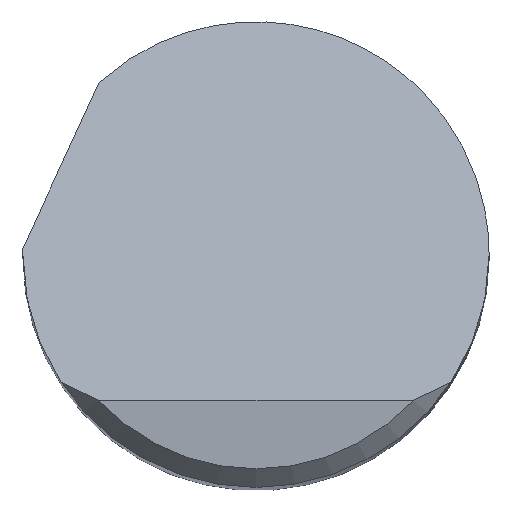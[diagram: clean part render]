
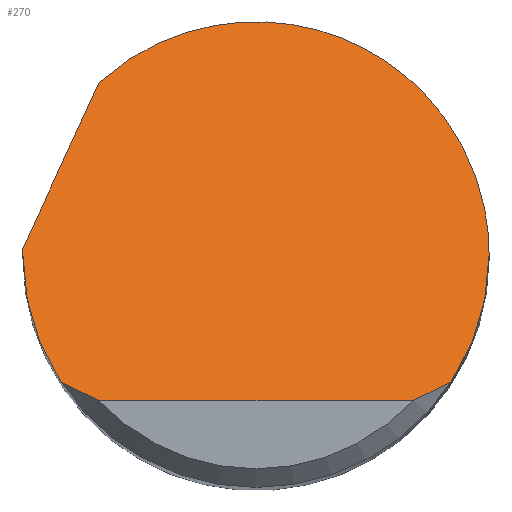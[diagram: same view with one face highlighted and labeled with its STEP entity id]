
A CAD part, top view. The second image highlights one B-rep face of the part: STEP entity #270.
In plain terms, the highlighted planar face has unit normal (0, 0.707, 0.707).
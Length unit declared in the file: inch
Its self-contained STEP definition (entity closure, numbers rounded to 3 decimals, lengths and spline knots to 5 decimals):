
#4 =( BOUNDED_CURVE ( )  B_SPLINE_CURVE ( 3, ( #686, #755, #537, #357 ),
 .UNSPECIFIED., .F., .T. ) 
 B_SPLINE_CURVE_WITH_KNOTS ( ( 4, 4 ),
 ( 5.54449, 7.85398 ),
 .UNSPECIFIED. ) 
 CURVE ( )  GEOMETRIC_REPRESENTATION_ITEM ( )  RATIONAL_B_SPLINE_CURVE ( ( 1., 0.603, 0.603, 1. ) ) 
 REPRESENTATION_ITEM ( '' )  );
#28 = CARTESIAN_POINT ( 'NONE',  ( -0.12629, -0.1175, 2.5 ) ) ;
#29 = ORIENTED_EDGE ( 'NONE', *, *, #624, .F. ) ;
#52 = CARTESIAN_POINT ( 'NONE',  ( -0.18743, 0.005, 2.3775 ) ) ;
#110 = CARTESIAN_POINT ( 'NONE',  ( 0.14711, -0.10785, 2.49035 ) ) ;
#120 = B_SPLINE_CURVE_WITH_KNOTS ( 'NONE', 3,
 ( #285, #298, #840, #233 ),
 .UNSPECIFIED., .F., .F.,
 ( 4, 4 ),
 ( 0., 0.00095 ),
 .UNSPECIFIED. ) ;
#123 = CARTESIAN_POINT ( 'NONE',  ( 0., -0.1175, 2.5 ) ) ;
#151 = CARTESIAN_POINT ( 'NONE',  ( 0.1875, 0., 2.3825 ) ) ;
#171 = CARTESIAN_POINT ( 'NONE',  ( 0.1875, 0., 2.3825 ) ) ;
#180 = LINE ( 'NONE', #123, #855 ) ;
#181 = EDGE_LOOP ( 'NONE', ( #407, #464, #667, #515, #351, #594, #29, #850 ) ) ;
#188 = CARTESIAN_POINT ( 'NONE',  ( 0.157, -0.1025, 2.485 ) ) ;
#200 = DIRECTION ( 'NONE',  ( 0., -0.707, -0.707 ) ) ;
#227 = VERTEX_POINT ( 'NONE', #244 ) ;
#233 = CARTESIAN_POINT ( 'NONE',  ( -0.12629, -0.1175, 2.5 ) ) ;
#244 = CARTESIAN_POINT ( 'NONE',  ( -0.157, -0.1025, 2.485 ) ) ;
#258 = LINE ( 'NONE', #781, #784 ) ;
#270 = ADVANCED_FACE ( 'NONE', ( #338 ), #534, .F. ) ;
#276 = AXIS2_PLACEMENT_3D ( 'NONE', #346, #200, #677 ) ;
#285 = CARTESIAN_POINT ( 'NONE',  ( -0.157, -0.1025, 2.485 ) ) ;
#294 = CARTESIAN_POINT ( 'NONE',  ( -0.1875, 0.00167, 2.38083 ) ) ;
#298 = CARTESIAN_POINT ( 'NONE',  ( -0.14711, -0.10785, 2.49035 ) ) ;
#315 = CARTESIAN_POINT ( 'NONE',  ( 0.12629, -0.1175, 2.5 ) ) ;
#317 = CARTESIAN_POINT ( 'NONE',  ( 0.17704, -0.0718, 2.4543 ) ) ;
#338 = FACE_OUTER_BOUND ( 'NONE', #181, .T. ) ;
#339 =( BOUNDED_CURVE ( )  B_SPLINE_CURVE ( 3, ( #743, #599, #805, #406 ),
 .UNSPECIFIED., .F., .T. ) 
 B_SPLINE_CURVE_WITH_KNOTS ( ( 4, 4 ),
 ( 4.13401, 4.71239 ),
 .UNSPECIFIED. ) 
 CURVE ( )  GEOMETRIC_REPRESENTATION_ITEM ( )  RATIONAL_B_SPLINE_CURVE ( ( 1., 0.972, 0.972, 1. ) ) 
 REPRESENTATION_ITEM ( '' )  );
#346 = CARTESIAN_POINT ( 'NONE',  ( -0.1875, -0.1175, 2.5 ) ) ;
#351 = ORIENTED_EDGE ( 'NONE', *, *, #453, .F. ) ;
#357 = CARTESIAN_POINT ( 'NONE',  ( 0.1875, 0., 2.3825 ) ) ;
#369 = CARTESIAN_POINT ( 'NONE',  ( -0.12625, 0.13863, 2.24387 ) ) ;
#380 = CARTESIAN_POINT ( 'NONE',  ( 0.157, -0.1025, 2.485 ) ) ;
#381 = CARTESIAN_POINT ( 'NONE',  ( 0.1875, -0.03666, 2.41916 ) ) ;
#406 = CARTESIAN_POINT ( 'NONE',  ( -0.1875, 0., 2.3825 ) ) ;
#407 = ORIENTED_EDGE ( 'NONE', *, *, #519, .T. ) ;
#415 = EDGE_CURVE ( 'NONE', #610, #504, #794, .T. ) ;
#451 = DIRECTION ( 'NONE',  ( 1., 0., 0. ) ) ;
#453 = EDGE_CURVE ( 'NONE', #722, #814, #258, .T. ) ;
#464 = ORIENTED_EDGE ( 'NONE', *, *, #867, .T. ) ;
#504 = VERTEX_POINT ( 'NONE', #714 ) ;
#507 = B_SPLINE_CURVE_WITH_KNOTS ( 'NONE', 3,
 ( #315, #586, #110, #380 ),
 .UNSPECIFIED., .F., .F.,
 ( 4, 4 ),
 ( 0., 0.00095 ),
 .UNSPECIFIED. ) ;
#515 = ORIENTED_EDGE ( 'NONE', *, *, #535, .F. ) ;
#519 = EDGE_CURVE ( 'NONE', #763, #665, #180, .T. ) ;
#524 = DIRECTION ( 'NONE',  ( 0.308, 0.673, -0.673 ) ) ;
#534 = PLANE ( 'NONE',  #276 ) ;
#535 = EDGE_CURVE ( 'NONE', #814, #610, #4, .T. ) ;
#537 = CARTESIAN_POINT ( 'NONE',  ( 0.1875, 0.18969, 2.19281 ) ) ;
#567 = CARTESIAN_POINT ( 'NONE',  ( 0.12629, -0.1175, 2.5 ) ) ;
#586 = CARTESIAN_POINT ( 'NONE',  ( 0.1369, -0.11288, 2.49538 ) ) ;
#594 = ORIENTED_EDGE ( 'NONE', *, *, #821, .F. ) ;
#599 = CARTESIAN_POINT ( 'NONE',  ( -0.17704, -0.0718, 2.4543 ) ) ;
#610 = VERTEX_POINT ( 'NONE', #151 ) ;
#624 = EDGE_CURVE ( 'NONE', #227, #870, #339, .T. ) ;
#636 = CARTESIAN_POINT ( 'NONE',  ( -0.1875, 0., 2.3825 ) ) ;
#640 =( BOUNDED_CURVE ( )  B_SPLINE_CURVE ( 3, ( #636, #294, #835, #696 ),
 .UNSPECIFIED., .F., .T. ) 
 B_SPLINE_CURVE_WITH_KNOTS ( ( 4, 4 ),
 ( 4.71239, 4.73906 ),
 .UNSPECIFIED. ) 
 CURVE ( )  GEOMETRIC_REPRESENTATION_ITEM ( )  RATIONAL_B_SPLINE_CURVE ( ( 1., 1., 1., 1. ) ) 
 REPRESENTATION_ITEM ( '' )  );
#665 = VERTEX_POINT ( 'NONE', #567 ) ;
#667 = ORIENTED_EDGE ( 'NONE', *, *, #415, .F. ) ;
#677 = DIRECTION ( 'NONE',  ( 0., 0.707, -0.707 ) ) ;
#686 = CARTESIAN_POINT ( 'NONE',  ( -0.12625, 0.13863, 2.24387 ) ) ;
#696 = CARTESIAN_POINT ( 'NONE',  ( -0.18743, 0.005, 2.3775 ) ) ;
#714 = CARTESIAN_POINT ( 'NONE',  ( 0.157, -0.1025, 2.485 ) ) ;
#722 = VERTEX_POINT ( 'NONE', #52 ) ;
#743 = CARTESIAN_POINT ( 'NONE',  ( -0.157, -0.1025, 2.485 ) ) ;
#755 = CARTESIAN_POINT ( 'NONE',  ( 0.014, 0.26635, 2.11615 ) ) ;
#763 = VERTEX_POINT ( 'NONE', #28 ) ;
#781 = CARTESIAN_POINT ( 'NONE',  ( -0.23821, -0.10589, 2.48839 ) ) ;
#784 = VECTOR ( 'NONE', #524, 39.37008 ) ;
#794 =( BOUNDED_CURVE ( )  B_SPLINE_CURVE ( 3, ( #171, #381, #317, #188 ),
 .UNSPECIFIED., .F., .T. ) 
 B_SPLINE_CURVE_WITH_KNOTS ( ( 4, 4 ),
 ( 1.5708, 2.14917 ),
 .UNSPECIFIED. ) 
 CURVE ( )  GEOMETRIC_REPRESENTATION_ITEM ( )  RATIONAL_B_SPLINE_CURVE ( ( 1., 0.972, 0.972, 1. ) ) 
 REPRESENTATION_ITEM ( '' )  );
#795 = EDGE_CURVE ( 'NONE', #227, #763, #120, .T. ) ;
#805 = CARTESIAN_POINT ( 'NONE',  ( -0.1875, -0.03666, 2.41916 ) ) ;
#814 = VERTEX_POINT ( 'NONE', #369 ) ;
#821 = EDGE_CURVE ( 'NONE', #870, #722, #640, .T. ) ;
#835 = CARTESIAN_POINT ( 'NONE',  ( -0.18748, 0.00333, 2.37917 ) ) ;
#840 = CARTESIAN_POINT ( 'NONE',  ( -0.1369, -0.11288, 2.49538 ) ) ;
#850 = ORIENTED_EDGE ( 'NONE', *, *, #795, .T. ) ;
#855 = VECTOR ( 'NONE', #451, 39.37008 ) ;
#864 = CARTESIAN_POINT ( 'NONE',  ( -0.1875, 0., 2.3825 ) ) ;
#867 = EDGE_CURVE ( 'NONE', #665, #504, #507, .T. ) ;
#870 = VERTEX_POINT ( 'NONE', #864 ) ;
